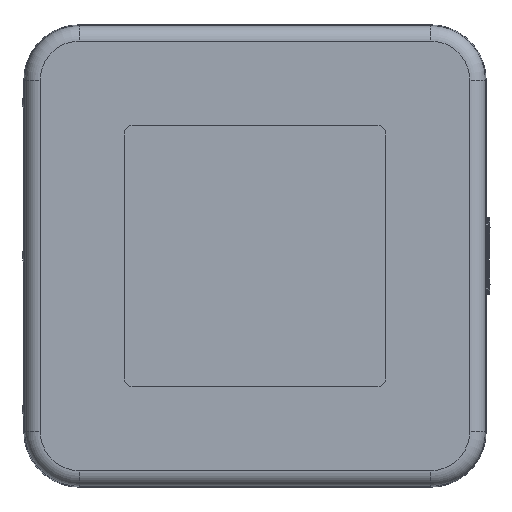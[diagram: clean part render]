
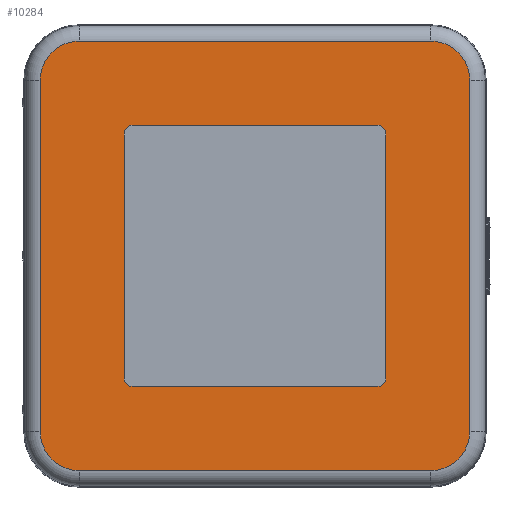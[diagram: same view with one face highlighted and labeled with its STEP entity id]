
A CAD part, top view. The second image highlights one B-rep face of the part: STEP entity #10284.
In plain terms, the highlighted planar face has unit normal (0, 0, 1).
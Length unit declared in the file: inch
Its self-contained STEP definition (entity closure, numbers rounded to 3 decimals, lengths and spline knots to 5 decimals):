
#465=LINE($,#17952,#1216);
#467=LINE($,#17972,#1218);
#470=LINE($,#17979,#1221);
#472=LINE($,#17994,#1223);
#480=LINE($,#18016,#1231);
#481=LINE($,#18020,#1232);
#482=LINE($,#18024,#1233);
#483=LINE($,#18028,#1234);
#1216=VECTOR($,#13185,5.713);
#1218=VECTOR($,#13209,5.713);
#1221=VECTOR($,#13216,5.713);
#1223=VECTOR($,#13236,5.713);
#1231=VECTOR($,#13258,4.);
#1232=VECTOR($,#13261,4.);
#1233=VECTOR($,#13264,4.);
#1234=VECTOR($,#13267,4.);
#1887=PLANE($,#11228);
#2206=FACE_BOUND($,#3559,.T.);
#2877=FACE_OUTER_BOUND($,#3558,.T.);
#3558=EDGE_LOOP($,(#8143,#8144,#8145,#8146,#8147,#8148,#8149,#8150));
#3559=EDGE_LOOP($,(#8151,#8152,#8153,#8154,#8155,#8156,#8157,#8158));
#4324=CIRCLE($,#11203,0.63807);
#4328=CIRCLE($,#11208,0.63807);
#4332=CIRCLE($,#11215,0.63807);
#4336=CIRCLE($,#11220,0.63807);
#4339=CIRCLE($,#11229,0.125);
#4340=CIRCLE($,#11230,0.125);
#4341=CIRCLE($,#11231,0.125);
#4342=CIRCLE($,#11232,0.125);
#5006=VERTEX_POINT($,#17949);
#5007=VERTEX_POINT($,#17951);
#5010=VERTEX_POINT($,#17958);
#5011=VERTEX_POINT($,#17963);
#5014=VERTEX_POINT($,#17970);
#5015=VERTEX_POINT($,#17975);
#5018=VERTEX_POINT($,#17982);
#5019=VERTEX_POINT($,#17987);
#5026=VERTEX_POINT($,#18014);
#5027=VERTEX_POINT($,#18015);
#5028=VERTEX_POINT($,#18017);
#5029=VERTEX_POINT($,#18019);
#5030=VERTEX_POINT($,#18021);
#5031=VERTEX_POINT($,#18023);
#5032=VERTEX_POINT($,#18025);
#5033=VERTEX_POINT($,#18027);
#6163=EDGE_CURVE($,#5006,#5007,#465,.T.);
#6167=EDGE_CURVE($,#5010,#5006,#4324,.T.);
#6171=EDGE_CURVE($,#5007,#5011,#4328,.T.);
#6173=EDGE_CURVE($,#5014,#5010,#467,.T.);
#6177=EDGE_CURVE($,#5011,#5015,#470,.T.);
#6179=EDGE_CURVE($,#5018,#5014,#4332,.T.);
#6183=EDGE_CURVE($,#5015,#5019,#4336,.T.);
#6185=EDGE_CURVE($,#5019,#5018,#472,.T.);
#6195=EDGE_CURVE($,#5026,#5027,#480,.T.);
#6196=EDGE_CURVE($,#5028,#5027,#4339,.T.);
#6197=EDGE_CURVE($,#5028,#5029,#481,.T.);
#6198=EDGE_CURVE($,#5030,#5029,#4340,.T.);
#6199=EDGE_CURVE($,#5030,#5031,#482,.T.);
#6200=EDGE_CURVE($,#5032,#5031,#4341,.T.);
#6201=EDGE_CURVE($,#5032,#5033,#483,.T.);
#6202=EDGE_CURVE($,#5026,#5033,#4342,.T.);
#8143=ORIENTED_EDGE($,*,*,#6163,.F.);
#8144=ORIENTED_EDGE($,*,*,#6167,.F.);
#8145=ORIENTED_EDGE($,*,*,#6173,.F.);
#8146=ORIENTED_EDGE($,*,*,#6179,.F.);
#8147=ORIENTED_EDGE($,*,*,#6185,.F.);
#8148=ORIENTED_EDGE($,*,*,#6183,.F.);
#8149=ORIENTED_EDGE($,*,*,#6177,.F.);
#8150=ORIENTED_EDGE($,*,*,#6171,.F.);
#8151=ORIENTED_EDGE($,*,*,#6195,.T.);
#8152=ORIENTED_EDGE($,*,*,#6196,.F.);
#8153=ORIENTED_EDGE($,*,*,#6197,.T.);
#8154=ORIENTED_EDGE($,*,*,#6198,.F.);
#8155=ORIENTED_EDGE($,*,*,#6199,.T.);
#8156=ORIENTED_EDGE($,*,*,#6200,.F.);
#8157=ORIENTED_EDGE($,*,*,#6201,.T.);
#8158=ORIENTED_EDGE($,*,*,#6202,.F.);
#10284=ADVANCED_FACE($,(#2877,#2206),#1887,.T.);
#11203=AXIS2_PLACEMENT_3D($,#17960,#13193,#13194);
#11208=AXIS2_PLACEMENT_3D($,#17967,#13203,#13204);
#11215=AXIS2_PLACEMENT_3D($,#17984,#13221,#13222);
#11220=AXIS2_PLACEMENT_3D($,#17991,#13231,#13232);
#11228=AXIS2_PLACEMENT_3D($,#18013,#13256,#13257);
#11229=AXIS2_PLACEMENT_3D($,#18018,#13259,#13260);
#11230=AXIS2_PLACEMENT_3D($,#18022,#13262,#13263);
#11231=AXIS2_PLACEMENT_3D($,#18026,#13265,#13266);
#11232=AXIS2_PLACEMENT_3D($,#18029,#13268,#13269);
#13185=DIRECTION($,(1.,0.,0.));
#13193=DIRECTION('center_axis',(0.,0.,-1.));
#13194=DIRECTION('ref_axis',(-0.707,0.707,0.));
#13203=DIRECTION('center_axis',(0.,0.,-1.));
#13204=DIRECTION('ref_axis',(0.707,0.707,0.));
#13209=DIRECTION($,(0.,1.,0.));
#13216=DIRECTION($,(0.,-1.,0.));
#13221=DIRECTION('center_axis',(0.,0.,-1.));
#13222=DIRECTION('ref_axis',(-0.707,-0.707,0.));
#13231=DIRECTION('center_axis',(0.,0.,-1.));
#13232=DIRECTION('ref_axis',(0.707,-0.707,0.));
#13236=DIRECTION($,(-1.,0.,0.));
#13256=DIRECTION('center_axis',(0.,0.,1.));
#13257=DIRECTION('ref_axis',(1.,0.,0.));
#13258=DIRECTION($,(0.,1.,0.));
#13259=DIRECTION('center_axis',(0.,0.,1.));
#13260=DIRECTION('ref_axis',(-0.707,0.707,0.));
#13261=DIRECTION($,(1.,0.,0.));
#13262=DIRECTION('center_axis',(0.,0.,1.));
#13263=DIRECTION('ref_axis',(0.707,0.707,0.));
#13264=DIRECTION($,(0.,-1.,0.));
#13265=DIRECTION('center_axis',(0.,0.,1.));
#13266=DIRECTION('ref_axis',(0.707,-0.707,0.));
#13267=DIRECTION($,(-1.,0.,0.));
#13268=DIRECTION('center_axis',(0.,0.,1.));
#13269=DIRECTION('ref_axis',(-0.707,-0.707,0.));
#17949=CARTESIAN_POINT('',(-2.8565,3.49457,0.76));
#17951=CARTESIAN_POINT('',(2.8565,3.49457,0.76));
#17952=CARTESIAN_POINT($,(-2.8565,3.49457,0.76));
#17958=CARTESIAN_POINT('',(-3.49457,2.8565,0.76));
#17960=CARTESIAN_POINT('Origin',(-2.8565,2.8565,0.76));
#17963=CARTESIAN_POINT('',(3.49457,2.8565,0.76));
#17967=CARTESIAN_POINT('Origin',(2.8565,2.8565,0.76));
#17970=CARTESIAN_POINT('',(-3.49457,-2.8565,0.76));
#17972=CARTESIAN_POINT($,(-3.49457,-2.8565,0.76));
#17975=CARTESIAN_POINT('',(3.49457,-2.8565,0.76));
#17979=CARTESIAN_POINT($,(3.49457,2.8565,0.76));
#17982=CARTESIAN_POINT('',(-2.8565,-3.49457,0.76));
#17984=CARTESIAN_POINT('Origin',(-2.8565,-2.8565,0.76));
#17987=CARTESIAN_POINT('',(2.8565,-3.49457,0.76));
#17991=CARTESIAN_POINT('Origin',(2.8565,-2.8565,0.76));
#17994=CARTESIAN_POINT($,(2.8565,-3.49457,0.76));
#18013=CARTESIAN_POINT('Origin',(0.,0.,0.76));
#18014=CARTESIAN_POINT('',(-2.125,-2.,0.76));
#18015=CARTESIAN_POINT('',(-2.125,2.,0.76));
#18016=CARTESIAN_POINT($,(-2.125,-2.,0.76));
#18017=CARTESIAN_POINT('',(-2.,2.125,0.76));
#18018=CARTESIAN_POINT('Origin',(-2.,2.,0.76));
#18019=CARTESIAN_POINT('',(2.,2.125,0.76));
#18020=CARTESIAN_POINT($,(-2.,2.125,0.76));
#18021=CARTESIAN_POINT('',(2.125,2.,0.76));
#18022=CARTESIAN_POINT('Origin',(2.,2.,0.76));
#18023=CARTESIAN_POINT('',(2.125,-2.,0.76));
#18024=CARTESIAN_POINT($,(2.125,2.,0.76));
#18025=CARTESIAN_POINT('',(2.,-2.125,0.76));
#18026=CARTESIAN_POINT('Origin',(2.,-2.,0.76));
#18027=CARTESIAN_POINT('',(-2.,-2.125,0.76));
#18028=CARTESIAN_POINT($,(2.,-2.125,0.76));
#18029=CARTESIAN_POINT('Origin',(-2.,-2.,0.76));
